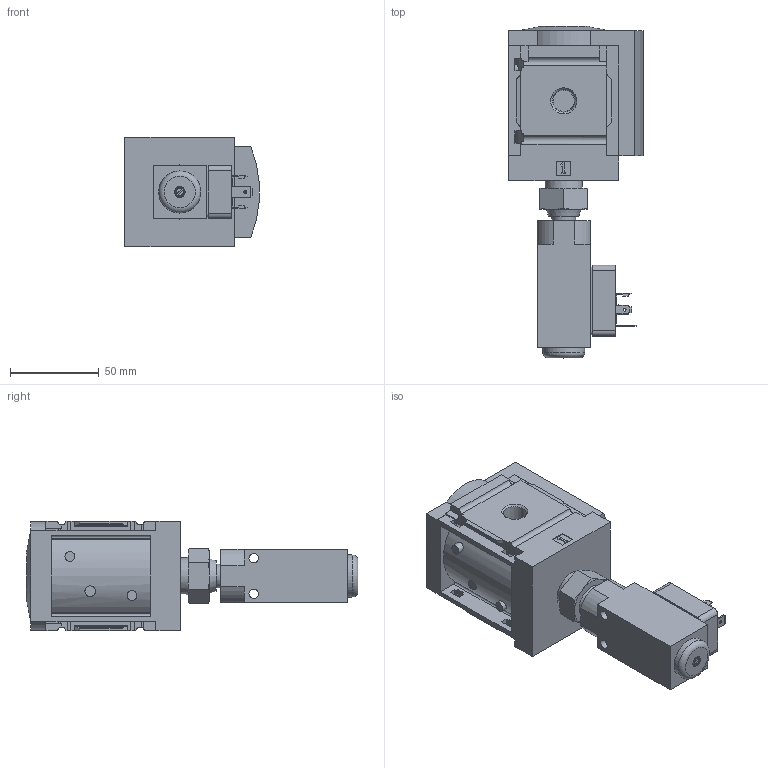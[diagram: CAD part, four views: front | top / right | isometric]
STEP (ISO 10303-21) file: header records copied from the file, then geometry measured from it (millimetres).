
FILE_DESCRIPTION(/* description */ ('STEP AP214'),/* implementation_level */ '2;1');
FILE_NAME(/* name */ '531971_MS6N-FRM-1_4-Y',/* time_stamp */ '2024-09-11T13:50:17+02:00',/* author */ ('License CC BY-ND 4.0'),/* organization */ ('CADENAS'),/* preprocessor_version */ 'ST-DEVELOPER v19.3',/* originating_system */ 'PARTsolutions',/* authorisation */ ' ');
FILE_SCHEMA (('AUTOMOTIVE_DESIGN {1 0 10303 214 3 1 1}'));
Length unit declared in the file: millimetre
Products named in the file (4): 531971 MS6N-FRM-1/4-Y; 527677 MS6N-FRM-1/4-Y 0P1; 685717 ESK-1/4-1/2-NPT; 175250 PEV-1/4-B-OD
Assembly tree (3 placements, depth 2):
  531971 MS6N-FRM-1/4-Y
    527677 MS6N-FRM-1/4-Y 0P1
    685717 ESK-1/4-1/2-NPT
    175250 PEV-1/4-B-OD
Bounding box: 75.8 x 187.11 x 62 mm (x, y, z)
Volume: 416928.4 mm3; surface area: 58792.7 mm2
Topology: 3 solids, 3 shells, 454 faces, 1202 edges, 789 vertices
Faces by surface type: plane 340, cylinder 74, cone 33, torus 5, sphere 2
Full cylindrical faces by diameter (mm): 1.65 x4, 2.459 x1, 5 x1, 5.3 x2, 5.5 x2, 5.6 x1, 6 x3, 11.445 x1, 14 x1, 14.6 x1, 26 x1, 29 x1
Entity records: 15413 total; most frequent: CARTESIAN_POINT 2507, ORIENTED_EDGE 2294, DIRECTION 2256, EDGE_CURVE 1147, LINE 890, VECTOR 890, VERTEX_POINT 780, AXIS2_PLACEMENT_3D 683
